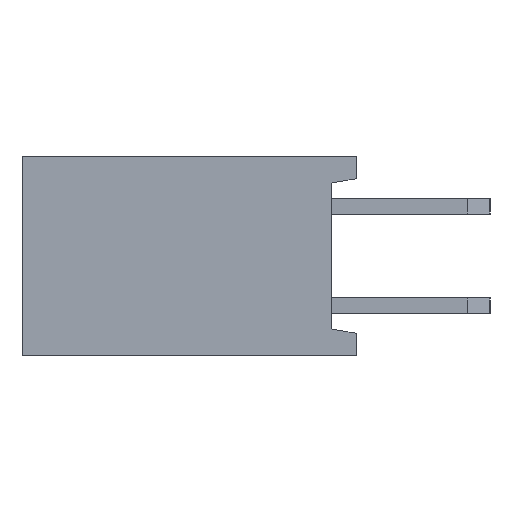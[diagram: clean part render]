
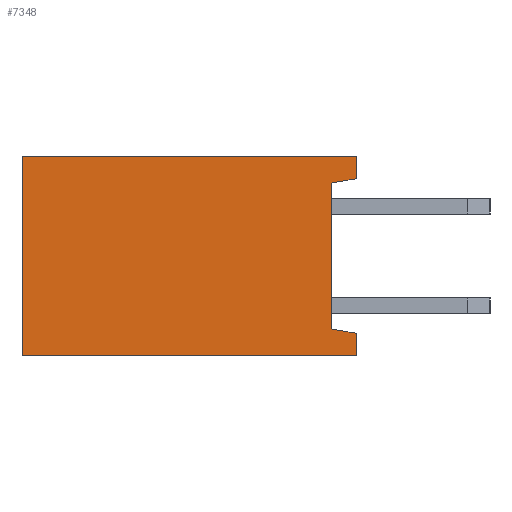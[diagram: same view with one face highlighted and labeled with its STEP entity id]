
A CAD part, left-side view. The second image highlights one B-rep face of the part: STEP entity #7348.
In plain terms, the highlighted planar face has unit normal (-1, 0, 0).
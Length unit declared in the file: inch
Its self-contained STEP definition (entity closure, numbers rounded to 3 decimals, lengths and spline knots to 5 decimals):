
#1 = ORIENTED_EDGE ( 'NONE', *, *, #1456, .T. ) ;
#23 = CARTESIAN_POINT ( 'NONE',  ( -0.66, 0.025, -0.07309 ) ) ;
#304 = LINE ( 'NONE', #554, #7412 ) ;
#311 = CARTESIAN_POINT ( 'NONE',  ( -0.66, 0., -0.1 ) ) ;
#341 = CARTESIAN_POINT ( 'NONE',  ( -0.66, 0., -0.1 ) ) ;
#368 = VECTOR ( 'NONE', #2670, 39.37008 ) ;
#392 = DIRECTION ( 'NONE',  ( -1., 0., 0. ) ) ;
#520 = CARTESIAN_POINT ( 'NONE',  ( -0.66, 0., -0.0775 ) ) ;
#554 = CARTESIAN_POINT ( 'NONE',  ( -0.66, 0.025, -0.07309 ) ) ;
#579 = DIRECTION ( 'NONE',  ( 0., 1., 0. ) ) ;
#840 = ORIENTED_EDGE ( 'NONE', *, *, #1561, .F. ) ;
#917 = LINE ( 'NONE', #5085, #368 ) ;
#1068 = CARTESIAN_POINT ( 'NONE',  ( -0.66, 0., -0.0775 ) ) ;
#1296 = LINE ( 'NONE', #341, #3667 ) ;
#1354 = VECTOR ( 'NONE', #2769, 39.37008 ) ;
#1362 = VERTEX_POINT ( 'NONE', #3134 ) ;
#1456 = EDGE_CURVE ( 'NONE', #6921, #2026, #917, .T. ) ;
#1561 = EDGE_CURVE ( 'NONE', #6921, #5748, #5682, .T. ) ;
#1710 = DIRECTION ( 'NONE',  ( 0., 0., -1. ) ) ;
#1920 = LINE ( 'NONE', #5808, #1354 ) ;
#1933 = ORIENTED_EDGE ( 'NONE', *, *, #6166, .F. ) ;
#2026 = VERTEX_POINT ( 'NONE', #5911 ) ;
#2087 = VECTOR ( 'NONE', #579, 39.37008 ) ;
#2101 = DIRECTION ( 'NONE',  ( 0., -0.985, 0.174 ) ) ;
#2142 = CARTESIAN_POINT ( 'NONE',  ( -0.66, 0.025, 0.07309 ) ) ;
#2225 = LINE ( 'NONE', #1068, #3551 ) ;
#2670 = DIRECTION ( 'NONE',  ( 0., 1., 0. ) ) ;
#2769 = DIRECTION ( 'NONE',  ( 0., 0., 1. ) ) ;
#2832 = ORIENTED_EDGE ( 'NONE', *, *, #2960, .F. ) ;
#2912 = CARTESIAN_POINT ( 'NONE',  ( -0.66, 0., -0.1 ) ) ;
#2913 = EDGE_CURVE ( 'NONE', #4244, #5748, #6724, .T. ) ;
#2916 = CARTESIAN_POINT ( 'NONE',  ( -0.66, 0.025, 0.07309 ) ) ;
#2960 = EDGE_CURVE ( 'NONE', #6623, #4465, #1296, .T. ) ;
#2965 = CARTESIAN_POINT ( 'NONE',  ( -0.66, -1.33507, -0.1 ) ) ;
#3134 = CARTESIAN_POINT ( 'NONE',  ( -0.66, 0.335, -0.1 ) ) ;
#3551 = VECTOR ( 'NONE', #6013, 39.37008 ) ;
#3667 = VECTOR ( 'NONE', #4685, 39.37008 ) ;
#4012 = CARTESIAN_POINT ( 'NONE',  ( -0.66, -1.33507, -0.1 ) ) ;
#4244 = VERTEX_POINT ( 'NONE', #2916 ) ;
#4465 = VERTEX_POINT ( 'NONE', #311 ) ;
#4470 = VECTOR ( 'NONE', #2101, 39.37008 ) ;
#4556 = ORIENTED_EDGE ( 'NONE', *, *, #7821, .F. ) ;
#4685 = DIRECTION ( 'NONE',  ( 0., 0., -1. ) ) ;
#4970 = ORIENTED_EDGE ( 'NONE', *, *, #2913, .T. ) ;
#5085 = CARTESIAN_POINT ( 'NONE',  ( -0.66, -1.33507, 0.1 ) ) ;
#5186 = PLANE ( 'NONE',  #6789 ) ;
#5296 = EDGE_CURVE ( 'NONE', #6623, #5943, #2225, .T. ) ;
#5660 = EDGE_LOOP ( 'NONE', ( #1, #1933, #4556, #2832, #6614, #5987, #4970, #840 ) ) ;
#5682 = LINE ( 'NONE', #2912, #6533 ) ;
#5748 = VERTEX_POINT ( 'NONE', #5854 ) ;
#5808 = CARTESIAN_POINT ( 'NONE',  ( -0.66, 0.335, -0.1 ) ) ;
#5854 = CARTESIAN_POINT ( 'NONE',  ( -0.66, 0., 0.0775 ) ) ;
#5911 = CARTESIAN_POINT ( 'NONE',  ( -0.66, 0.335, 0.1 ) ) ;
#5943 = VERTEX_POINT ( 'NONE', #23 ) ;
#5987 = ORIENTED_EDGE ( 'NONE', *, *, #7725, .T. ) ;
#6013 = DIRECTION ( 'NONE',  ( 0., 0.985, 0.174 ) ) ;
#6081 = DIRECTION ( 'NONE',  ( 0., 0., 1. ) ) ;
#6166 = EDGE_CURVE ( 'NONE', #1362, #2026, #1920, .T. ) ;
#6185 = LINE ( 'NONE', #2965, #2087 ) ;
#6376 = CARTESIAN_POINT ( 'NONE',  ( -0.66, 0., 0.1 ) ) ;
#6433 = DIRECTION ( 'NONE',  ( 0., 0., 1. ) ) ;
#6533 = VECTOR ( 'NONE', #1710, 39.37008 ) ;
#6614 = ORIENTED_EDGE ( 'NONE', *, *, #5296, .T. ) ;
#6623 = VERTEX_POINT ( 'NONE', #520 ) ;
#6724 = LINE ( 'NONE', #2142, #4470 ) ;
#6789 = AXIS2_PLACEMENT_3D ( 'NONE', #4012, #392, #6433 ) ;
#6921 = VERTEX_POINT ( 'NONE', #6376 ) ;
#7348 = ADVANCED_FACE ( 'NONE', ( #7521 ), #5186, .T. ) ;
#7412 = VECTOR ( 'NONE', #6081, 39.37008 ) ;
#7521 = FACE_OUTER_BOUND ( 'NONE', #5660, .T. ) ;
#7725 = EDGE_CURVE ( 'NONE', #5943, #4244, #304, .T. ) ;
#7821 = EDGE_CURVE ( 'NONE', #4465, #1362, #6185, .T. ) ;
